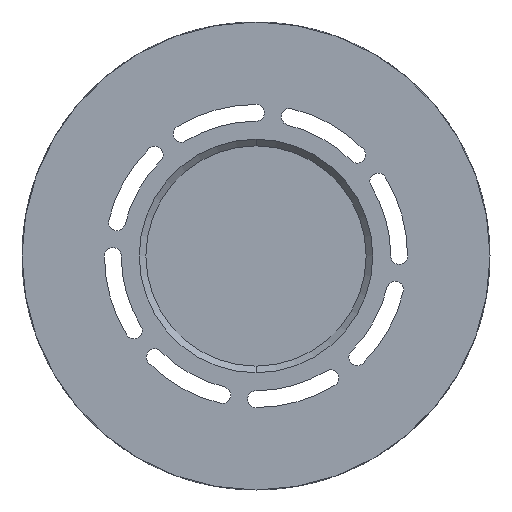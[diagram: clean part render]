
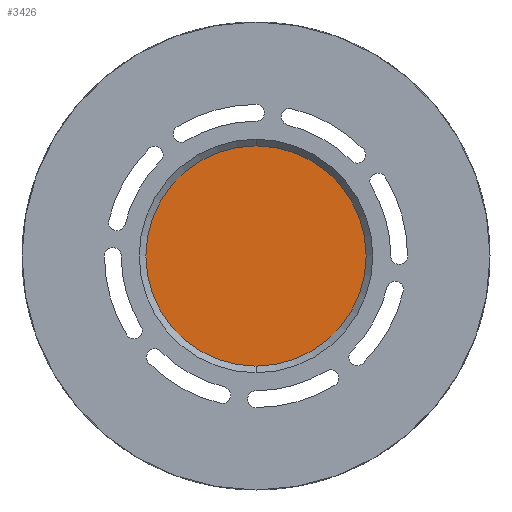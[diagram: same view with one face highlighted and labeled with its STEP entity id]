
A CAD part, front view. The second image highlights one B-rep face of the part: STEP entity #3426.
In plain terms, the highlighted planar face has unit normal (0, -1, 0).
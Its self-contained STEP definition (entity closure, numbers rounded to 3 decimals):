
#507 = VERTEX_POINT ( 'NONE', #6987 ) ;
#875 = DIRECTION ( 'NONE',  ( 0., -1., 0. ) ) ;
#1508 = AXIS2_PLACEMENT_3D ( 'NONE', #11259, #5530, #12198 ) ;
#1771 = ORIENTED_EDGE ( 'NONE', *, *, #10135, .T. ) ;
#2553 = DIRECTION ( 'NONE',  ( 0., -1., 0. ) ) ;
#3262 = FACE_OUTER_BOUND ( 'NONE', #6188, .T. ) ;
#3321 = AXIS2_PLACEMENT_3D ( 'NONE', #8253, #2553, #9208 ) ;
#3426 = ADVANCED_FACE ( 'NONE', ( #3262 ), #6448, .T. ) ;
#4344 = CIRCLE ( 'NONE', #3321, 20. ) ;
#5530 = DIRECTION ( 'NONE',  ( 0., -1., 0. ) ) ;
#5534 = AXIS2_PLACEMENT_3D ( 'NONE', #12196, #875, #6572 ) ;
#6188 = EDGE_LOOP ( 'NONE', ( #9687, #1771 ) ) ;
#6214 = CARTESIAN_POINT ( 'NONE',  ( 0., 9.7, 20. ) ) ;
#6448 = PLANE ( 'NONE',  #5534 ) ;
#6490 = EDGE_CURVE ( 'NONE', #507, #12298, #9770, .T. ) ;
#6572 = DIRECTION ( 'NONE',  ( 0., 0., -1. ) ) ;
#6987 = CARTESIAN_POINT ( 'NONE',  ( 0., 9.7, -20. ) ) ;
#8253 = CARTESIAN_POINT ( 'NONE',  ( 0., 9.7, 0. ) ) ;
#9208 = DIRECTION ( 'NONE',  ( 0., 0., -1. ) ) ;
#9687 = ORIENTED_EDGE ( 'NONE', *, *, #6490, .T. ) ;
#9770 = CIRCLE ( 'NONE', #1508, 20. ) ;
#10135 = EDGE_CURVE ( 'NONE', #12298, #507, #4344, .T. ) ;
#11259 = CARTESIAN_POINT ( 'NONE',  ( 0., 9.7, 0. ) ) ;
#12196 = CARTESIAN_POINT ( 'NONE',  ( 0., 9.7, 0. ) ) ;
#12198 = DIRECTION ( 'NONE',  ( 0., 0., -1. ) ) ;
#12298 = VERTEX_POINT ( 'NONE', #6214 ) ;
